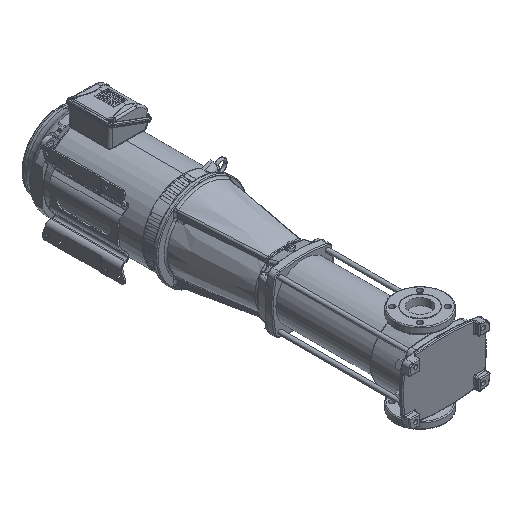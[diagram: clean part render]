
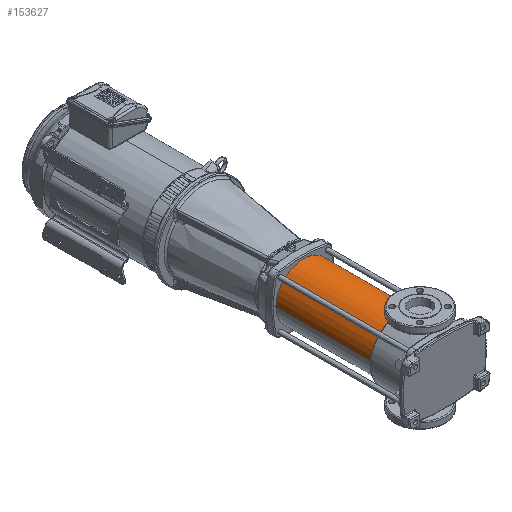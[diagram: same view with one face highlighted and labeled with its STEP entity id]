
A CAD part, isometric view. The second image highlights one B-rep face of the part: STEP entity #153627.
In plain terms, the highlighted cylindrical face has radius 98.5 mm (diameter 197 mm), a partial arc.
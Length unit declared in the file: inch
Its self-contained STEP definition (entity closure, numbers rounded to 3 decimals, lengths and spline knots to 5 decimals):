
#2861 = DIRECTION ( 'NONE',  ( 0., 0., 1. ) ) ;
#3411 = EDGE_CURVE ( 'NONE', #142682, #64366, #111067, .T. ) ;
#4619 = AXIS2_PLACEMENT_3D ( 'NONE', #48457, #117808, #2861 ) ;
#9707 = ORIENTED_EDGE ( 'NONE', *, *, #3411, .T. ) ;
#12489 = CARTESIAN_POINT ( 'NONE',  ( 0., 15.74016, 3.87795 ) ) ;
#24997 = ORIENTED_EDGE ( 'NONE', *, *, #38429, .T. ) ;
#30569 = CARTESIAN_POINT ( 'NONE',  ( 0., 2.13386, -3.87795 ) ) ;
#34655 = CARTESIAN_POINT ( 'NONE',  ( 0., 15.74016, 0. ) ) ;
#38429 = EDGE_CURVE ( 'NONE', #64366, #116591, #54224, .T. ) ;
#39720 = ORIENTED_EDGE ( 'NONE', *, *, #103384, .F. ) ;
#45684 = AXIS2_PLACEMENT_3D ( 'NONE', #186131, #103768, #69100 ) ;
#47679 = CARTESIAN_POINT ( 'NONE',  ( 0., 15.74016, -3.87795 ) ) ;
#48457 = CARTESIAN_POINT ( 'NONE',  ( 0., 2.13386, 0. ) ) ;
#54224 = CIRCLE ( 'NONE', #185728, 3.87795 ) ;
#64366 = VERTEX_POINT ( 'NONE', #12489 ) ;
#69100 = DIRECTION ( 'NONE',  ( 0., 0., 1. ) ) ;
#72369 = ORIENTED_EDGE ( 'NONE', *, *, #113445, .T. ) ;
#80748 = CIRCLE ( 'NONE', #4619, 3.87795 ) ;
#101872 = DIRECTION ( 'NONE',  ( 0., -1., 0. ) ) ;
#103384 = EDGE_CURVE ( 'NONE', #172710, #116591, #116201, .T. ) ;
#103768 = DIRECTION ( 'NONE',  ( 0., 1., 0. ) ) ;
#111067 = LINE ( 'NONE', #127302, #186747 ) ;
#113445 = EDGE_CURVE ( 'NONE', #172710, #142682, #80748, .T. ) ;
#116201 = LINE ( 'NONE', #30569, #147703 ) ;
#116591 = VERTEX_POINT ( 'NONE', #47679 ) ;
#117808 = DIRECTION ( 'NONE',  ( 0., 1., 0. ) ) ;
#120039 = CYLINDRICAL_SURFACE ( 'NONE', #45684, 3.87795 ) ;
#123439 = EDGE_LOOP ( 'NONE', ( #39720, #72369, #9707, #24997 ) ) ;
#127302 = CARTESIAN_POINT ( 'NONE',  ( 0., 2.13386, 3.87795 ) ) ;
#142682 = VERTEX_POINT ( 'NONE', #161004 ) ;
#147703 = VECTOR ( 'NONE', #162848, 39.37008 ) ;
#148547 = DIRECTION ( 'NONE',  ( 0., 0., 1. ) ) ;
#151513 = FACE_OUTER_BOUND ( 'NONE', #123439, .T. ) ;
#153627 = ADVANCED_FACE ( 'NONE', ( #151513 ), #120039, .T. ) ;
#161004 = CARTESIAN_POINT ( 'NONE',  ( 0., 2.13386, 3.87795 ) ) ;
#162848 = DIRECTION ( 'NONE',  ( 0., 1., 0. ) ) ;
#172710 = VERTEX_POINT ( 'NONE', #213811 ) ;
#185728 = AXIS2_PLACEMENT_3D ( 'NONE', #34655, #101872, #148547 ) ;
#186131 = CARTESIAN_POINT ( 'NONE',  ( 0., 2.13386, 0. ) ) ;
#186747 = VECTOR ( 'NONE', #193401, 39.37008 ) ;
#193401 = DIRECTION ( 'NONE',  ( 0., 1., 0. ) ) ;
#213811 = CARTESIAN_POINT ( 'NONE',  ( 0., 2.13386, -3.87795 ) ) ;
